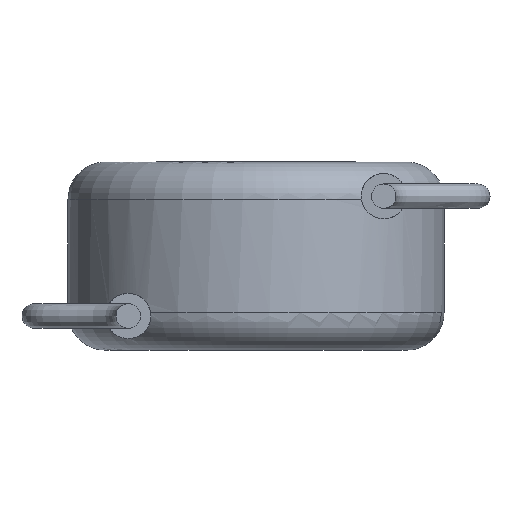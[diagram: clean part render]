
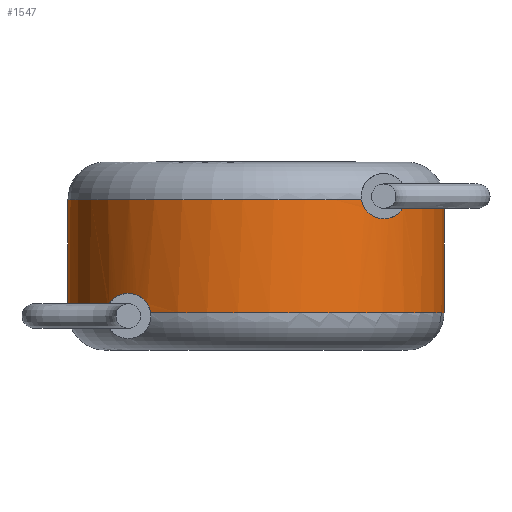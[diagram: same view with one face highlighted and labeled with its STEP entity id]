
A CAD part, front view. The second image highlights one B-rep face of the part: STEP entity #1547.
In plain terms, the highlighted cylindrical face has radius 5 mm (diameter 10 mm), a partial arc.
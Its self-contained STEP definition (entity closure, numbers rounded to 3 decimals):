
#25 = DIRECTION ( 'NONE',  ( 1., 0., 0. ) ) ;
#65 = ORIENTED_EDGE ( 'NONE', *, *, #808, .F. ) ;
#130 = CARTESIAN_POINT ( 'NONE',  ( -3.975, -3.033, 1.084 ) ) ;
#164 = CARTESIAN_POINT ( 'NONE',  ( 0., 0., 4. ) ) ;
#172 = EDGE_CURVE ( 'NONE', #3902, #457, #3553, .T. ) ;
#185 = EDGE_CURVE ( 'NONE', #632, #1168, #333, .T. ) ;
#194 = LINE ( 'NONE', #2250, #3454 ) ;
#261 = ORIENTED_EDGE ( 'NONE', *, *, #445, .F. ) ;
#273 = CARTESIAN_POINT ( 'NONE',  ( 3.648, -3.421, 3.544 ) ) ;
#308 = CARTESIAN_POINT ( 'NONE',  ( 2.802, -4.141, 4. ) ) ;
#325 = ORIENTED_EDGE ( 'NONE', *, *, #185, .F. ) ;
#333 = B_SPLINE_CURVE_WITH_KNOTS ( 'NONE', 3,
 ( #3342, #3668, #1753, #273, #1177, #886, #3102, #874, #560, #2475 ),
 .UNSPECIFIED., .F., .F.,
 ( 4, 2, 2, 2, 4 ),
 ( 0., 0., 0.001, 0.001, 0.001 ),
 .UNSPECIFIED. ) ;
#347 = CARTESIAN_POINT ( 'NONE',  ( 2.845, -4.112, 3.842 ) ) ;
#356 = CARTESIAN_POINT ( 'NONE',  ( -2.935, -4.048, 1.302 ) ) ;
#361 = ORIENTED_EDGE ( 'NONE', *, *, #783, .T. ) ;
#365 = CARTESIAN_POINT ( 'NONE',  ( 2.815, -4.132, 3.918 ) ) ;
#423 = CARTESIAN_POINT ( 'NONE',  ( -3.823, -3.223, 1.333 ) ) ;
#445 = EDGE_CURVE ( 'NONE', #3902, #632, #3380, .T. ) ;
#457 = VERTEX_POINT ( 'NONE', #1963 ) ;
#560 = CARTESIAN_POINT ( 'NONE',  ( 3.975, -3.034, 3.912 ) ) ;
#632 = VERTEX_POINT ( 'NONE', #4011 ) ;
#673 = EDGE_CURVE ( 'NONE', #3166, #916, #2088, .T. ) ;
#739 = CARTESIAN_POINT ( 'NONE',  ( -3.557, -3.519, 1.499 ) ) ;
#783 = EDGE_CURVE ( 'NONE', #457, #1426, #194, .T. ) ;
#808 = EDGE_CURVE ( 'NONE', #2965, #916, #3502, .T. ) ;
#874 = CARTESIAN_POINT ( 'NONE',  ( 3.942, -3.076, 3.834 ) ) ;
#886 = CARTESIAN_POINT ( 'NONE',  ( 3.812, -3.236, 3.656 ) ) ;
#916 = VERTEX_POINT ( 'NONE', #1975 ) ;
#934 = ORIENTED_EDGE ( 'NONE', *, *, #1700, .F. ) ;
#952 = DIRECTION ( 'NONE',  ( 0., 0., -1. ) ) ;
#965 = B_SPLINE_CURVE_WITH_KNOTS ( 'NONE', 3,
 ( #2905, #1626, #1019, #356, #3210, #3258, #3908, #739, #2341, #423, #2301, #2651, #130, #2026 ),
 .UNSPECIFIED., .F., .F.,
 ( 4, 2, 2, 2, 2, 2, 4 ),
 ( 0., 0., 0.001, 0.001, 0.002, 0.002, 0.002 ),
 .UNSPECIFIED. ) ;
#1019 = CARTESIAN_POINT ( 'NONE',  ( -2.847, -4.111, 1.165 ) ) ;
#1026 = CARTESIAN_POINT ( 'NONE',  ( 3.274, -3.783, 3.492 ) ) ;
#1053 = CARTESIAN_POINT ( 'NONE',  ( 5., 0., 4. ) ) ;
#1096 = FACE_OUTER_BOUND ( 'NONE', #1293, .T. ) ;
#1168 = VERTEX_POINT ( 'NONE', #2187 ) ;
#1177 = CARTESIAN_POINT ( 'NONE',  ( 3.707, -3.357, 3.575 ) ) ;
#1293 = EDGE_LOOP ( 'NONE', ( #65, #3125, #325, #261, #2456, #361, #4013, #934, #1561 ) ) ;
#1334 = CARTESIAN_POINT ( 'NONE',  ( 2.926, -4.055, 3.711 ) ) ;
#1426 = VERTEX_POINT ( 'NONE', #3094 ) ;
#1540 = CIRCLE ( 'NONE', #2021, 5. ) ;
#1547 = ADVANCED_FACE ( 'NONE', ( #1096 ), #3835, .T. ) ;
#1561 = ORIENTED_EDGE ( 'NONE', *, *, #673, .T. ) ;
#1619 = CARTESIAN_POINT ( 'NONE',  ( 5., 0., 5. ) ) ;
#1624 = CARTESIAN_POINT ( 'NONE',  ( -2.802, -4.141, 1. ) ) ;
#1626 = CARTESIAN_POINT ( 'NONE',  ( -2.816, -4.132, 1.085 ) ) ;
#1661 = CARTESIAN_POINT ( 'NONE',  ( 3.146, -3.889, 3.528 ) ) ;
#1700 = EDGE_CURVE ( 'NONE', #3166, #3477, #965, .T. ) ;
#1746 = DIRECTION ( 'NONE',  ( 0., 0., -1. ) ) ;
#1753 = CARTESIAN_POINT ( 'NONE',  ( 3.526, -3.546, 3.503 ) ) ;
#1765 = CARTESIAN_POINT ( 'NONE',  ( 0., 0., 4. ) ) ;
#1771 = DIRECTION ( 'NONE',  ( 1., 0., 0. ) ) ;
#1828 = CARTESIAN_POINT ( 'NONE',  ( 0., 0., 5. ) ) ;
#1842 = VECTOR ( 'NONE', #952, 1000. ) ;
#1963 = CARTESIAN_POINT ( 'NONE',  ( -5., 0., 4. ) ) ;
#1975 = CARTESIAN_POINT ( 'NONE',  ( 5., 0., 1. ) ) ;
#2021 = AXIS2_PLACEMENT_3D ( 'NONE', #3405, #3073, #2120 ) ;
#2026 = CARTESIAN_POINT ( 'NONE',  ( -3.988, -3.016, 1. ) ) ;
#2088 = CIRCLE ( 'NONE', #4026, 5. ) ;
#2120 = DIRECTION ( 'NONE',  ( 1., 0., 0. ) ) ;
#2187 = CARTESIAN_POINT ( 'NONE',  ( 3.988, -3.016, 4. ) ) ;
#2212 = EDGE_CURVE ( 'NONE', #2965, #1168, #3972, .T. ) ;
#2220 = CARTESIAN_POINT ( 'NONE',  ( -3.988, -3.016, 1. ) ) ;
#2250 = CARTESIAN_POINT ( 'NONE',  ( -5., 0., 5. ) ) ;
#2301 = CARTESIAN_POINT ( 'NONE',  ( -3.869, -3.167, 1.283 ) ) ;
#2341 = CARTESIAN_POINT ( 'NONE',  ( -3.674, -3.394, 1.454 ) ) ;
#2349 = EDGE_CURVE ( 'NONE', #1426, #3477, #1540, .T. ) ;
#2376 = DIRECTION ( 'NONE',  ( 1., 0., 0. ) ) ;
#2382 = DIRECTION ( 'NONE',  ( 0., 0., -1. ) ) ;
#2449 = AXIS2_PLACEMENT_3D ( 'NONE', #1765, #1746, #2376 ) ;
#2456 = ORIENTED_EDGE ( 'NONE', *, *, #172, .T. ) ;
#2461 = DIRECTION ( 'NONE',  ( 0., 0., 1. ) ) ;
#2475 = CARTESIAN_POINT ( 'NONE',  ( 3.988, -3.016, 4. ) ) ;
#2578 = CARTESIAN_POINT ( 'NONE',  ( 2.977, -4.017, 3.656 ) ) ;
#2607 = CARTESIAN_POINT ( 'NONE',  ( 3.395, -3.67, 3.492 ) ) ;
#2651 = CARTESIAN_POINT ( 'NONE',  ( -3.945, -3.073, 1.159 ) ) ;
#2668 = AXIS2_PLACEMENT_3D ( 'NONE', #164, #2382, #1771 ) ;
#2827 = CARTESIAN_POINT ( 'NONE',  ( 0., 0., 1. ) ) ;
#2905 = CARTESIAN_POINT ( 'NONE',  ( -2.802, -4.141, 1. ) ) ;
#2965 = VERTEX_POINT ( 'NONE', #1053 ) ;
#2972 = DIRECTION ( 'NONE',  ( 0., 0., -1. ) ) ;
#3073 = DIRECTION ( 'NONE',  ( 0., 0., 1. ) ) ;
#3094 = CARTESIAN_POINT ( 'NONE',  ( -5., 0., 1. ) ) ;
#3102 = CARTESIAN_POINT ( 'NONE',  ( 3.861, -3.177, 3.707 ) ) ;
#3113 = AXIS2_PLACEMENT_3D ( 'NONE', #1828, #2972, #3904 ) ;
#3125 = ORIENTED_EDGE ( 'NONE', *, *, #2212, .T. ) ;
#3166 = VERTEX_POINT ( 'NONE', #1624 ) ;
#3210 = CARTESIAN_POINT ( 'NONE',  ( -2.991, -4.008, 1.357 ) ) ;
#3258 = CARTESIAN_POINT ( 'NONE',  ( -3.17, -3.869, 1.483 ) ) ;
#3342 = CARTESIAN_POINT ( 'NONE',  ( 3.395, -3.67, 3.492 ) ) ;
#3380 = B_SPLINE_CURVE_WITH_KNOTS ( 'NONE', 3,
 ( #308, #365, #347, #1334, #2578, #1661, #1026, #2607 ),
 .UNSPECIFIED., .F., .F.,
 ( 4, 2, 2, 4 ),
 ( 0.004, 0.004, 0.004, 0.004 ),
 .UNSPECIFIED. ) ;
#3405 = CARTESIAN_POINT ( 'NONE',  ( 0., 0., 1. ) ) ;
#3454 = VECTOR ( 'NONE', #3807, 1000. ) ;
#3477 = VERTEX_POINT ( 'NONE', #2220 ) ;
#3502 = LINE ( 'NONE', #1619, #1842 ) ;
#3553 = CIRCLE ( 'NONE', #2668, 5. ) ;
#3668 = CARTESIAN_POINT ( 'NONE',  ( 3.462, -3.609, 3.492 ) ) ;
#3807 = DIRECTION ( 'NONE',  ( 0., 0., -1. ) ) ;
#3835 = CYLINDRICAL_SURFACE ( 'NONE', #3113, 5. ) ;
#3875 = CARTESIAN_POINT ( 'NONE',  ( 2.802, -4.141, 4. ) ) ;
#3902 = VERTEX_POINT ( 'NONE', #3875 ) ;
#3904 = DIRECTION ( 'NONE',  ( -1., 0., 0. ) ) ;
#3908 = CARTESIAN_POINT ( 'NONE',  ( -3.306, -3.755, 1.514 ) ) ;
#3972 = CIRCLE ( 'NONE', #2449, 5. ) ;
#4011 = CARTESIAN_POINT ( 'NONE',  ( 3.395, -3.67, 3.492 ) ) ;
#4013 = ORIENTED_EDGE ( 'NONE', *, *, #2349, .T. ) ;
#4026 = AXIS2_PLACEMENT_3D ( 'NONE', #2827, #2461, #25 ) ;
